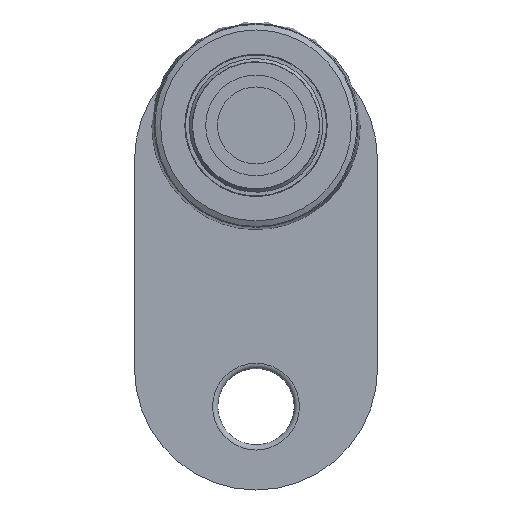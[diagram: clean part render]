
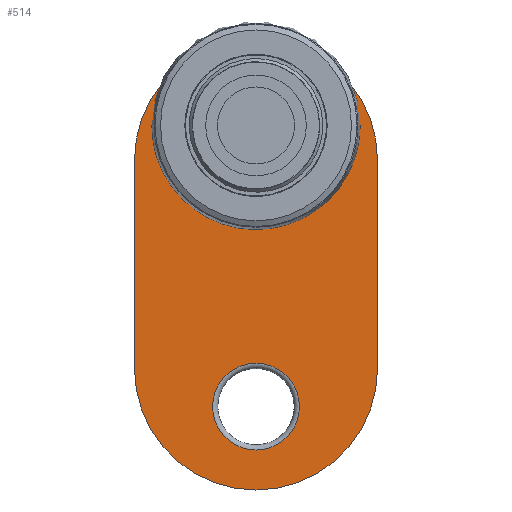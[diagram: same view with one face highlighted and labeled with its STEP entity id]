
A CAD part, front view. The second image highlights one B-rep face of the part: STEP entity #514.
In plain terms, the highlighted face is planar.
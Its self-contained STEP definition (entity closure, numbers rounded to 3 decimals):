
#514=ADVANCED_FACE('NONE',(#852,#853,#854),#855,.T.);
#852=FACE_OUTER_BOUND('',#1195,.T.);
#853=FACE_BOUND('',#1196,.T.);
#854=FACE_BOUND('',#1197,.T.);
#855=PLANE('',#1198);
#1195=EDGE_LOOP('',(#1522,#1523,#1524,#1525));
#1196=EDGE_LOOP('',(#1526));
#1197=EDGE_LOOP('',(#1527));
#1198=AXIS2_PLACEMENT_3D('',#1528,#1529,#1530);
#1522=ORIENTED_EDGE('',*,*,#1940,.T.);
#1523=ORIENTED_EDGE('',*,*,#1941,.T.);
#1524=ORIENTED_EDGE('',*,*,#1942,.T.);
#1525=ORIENTED_EDGE('',*,*,#1915,.T.);
#1526=ORIENTED_EDGE('',*,*,#1943,.T.);
#1527=ORIENTED_EDGE('',*,*,#1944,.F.);
#1528=CARTESIAN_POINT('',(0.,-10.,6.));
#1529=DIRECTION('',(0.,0.,1.));
#1530=DIRECTION('',(1.,0.,0.));
#1915=EDGE_CURVE('NONE',#2082,#2080,#2083,.T.);
#1940=EDGE_CURVE('NONE',#2080,#2122,#2123,.T.);
#1941=EDGE_CURVE('NONE',#2122,#2124,#2125,.T.);
#1942=EDGE_CURVE('NONE',#2124,#2082,#2126,.T.);
#1943=EDGE_CURVE('NONE',#2127,#2127,#2128,.T.);
#1944=EDGE_CURVE('NONE',#2129,#2129,#2130,.T.);
#2080=VERTEX_POINT('NONE',#2311);
#2082=VERTEX_POINT('NONE',#2314);
#2083=LINE('',#2315,#2316);
#2122=VERTEX_POINT('NONE',#2357);
#2123=CIRCLE('',#2358,35.);
#2124=VERTEX_POINT('NONE',#2359);
#2125=LINE('',#2360,#2361);
#2126=CIRCLE('',#2362,35.);
#2127=VERTEX_POINT('',#2363);
#2128=CIRCLE('',#2364,12.5);
#2129=VERTEX_POINT('',#2365);
#2130=CIRCLE('',#2366,8.6);
#2311=CARTESIAN_POINT('',(35.,-10.,6.));
#2314=CARTESIAN_POINT('',(35.,-70.,6.));
#2315=CARTESIAN_POINT('',(35.,-10.,6.));
#2316=VECTOR('',#2551,1.);
#2357=CARTESIAN_POINT('',(-35.,-10.,6.));
#2358=AXIS2_PLACEMENT_3D('',#2596,#2597,#2598);
#2359=CARTESIAN_POINT('',(-35.,-70.,6.));
#2360=CARTESIAN_POINT('',(-35.,-10.,6.));
#2361=VECTOR('',#2599,1.);
#2362=AXIS2_PLACEMENT_3D('',#2600,#2601,#2602);
#2363=CARTESIAN_POINT('',(12.5,-81.,6.));
#2364=AXIS2_PLACEMENT_3D('',#2603,#2604,#2605);
#2365=CARTESIAN_POINT('',(8.6,0.,6.));
#2366=AXIS2_PLACEMENT_3D('',#2606,#2607,#2608);
#2551=DIRECTION('',(0.,1.,0.));
#2596=CARTESIAN_POINT('',(0.,-10.,6.));
#2597=DIRECTION('',(0.,0.,1.));
#2598=DIRECTION('',(1.,0.,0.));
#2599=DIRECTION('',(0.,-1.,0.));
#2600=CARTESIAN_POINT('',(0.,-70.,6.));
#2601=DIRECTION('',(0.,0.,1.));
#2602=DIRECTION('',(1.,0.,0.));
#2603=CARTESIAN_POINT('',(0.,-81.,6.));
#2604=DIRECTION('',(0.,0.,-1.));
#2605=DIRECTION('',(1.,0.,0.));
#2606=CARTESIAN_POINT('',(0.,0.,6.));
#2607=DIRECTION('',(0.,0.,1.));
#2608=DIRECTION('',(1.,0.,0.));
